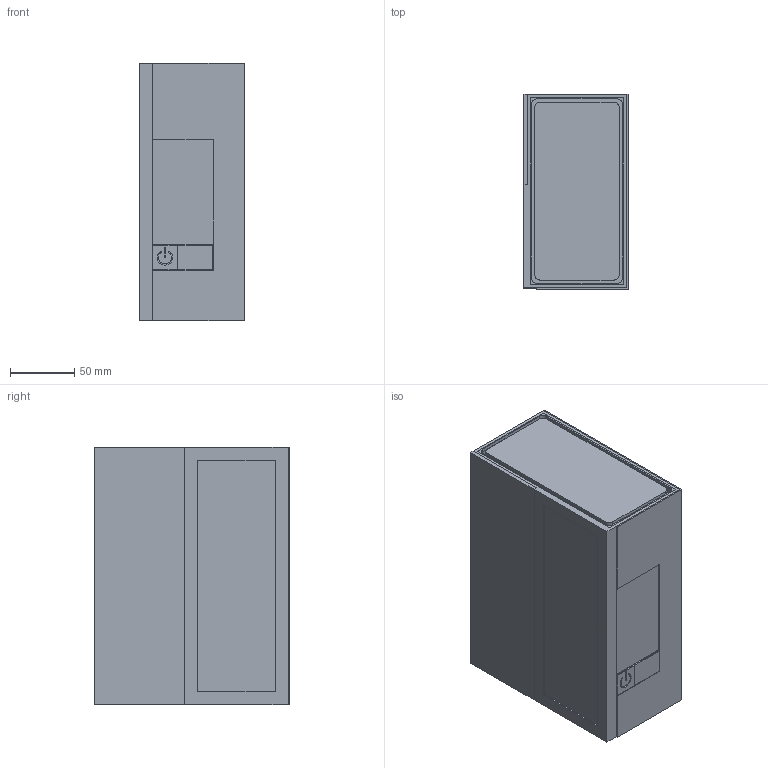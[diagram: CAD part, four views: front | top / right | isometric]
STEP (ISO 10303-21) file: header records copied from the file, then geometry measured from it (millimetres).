
FILE_DESCRIPTION(/* description */ (''),/* implementation_level */ '2;1');
FILE_NAME(/* name */ 'Home assistant box.step',/* time_stamp */ '2026-01-19T11:13:41+01:00',/* author */ (''),/* organization */ (''),/* preprocessor_version */ 'ST-DEVELOPER v20.1',/* originating_system */ 'Autodesk Translation Framework v14.21.0.0',/* authorisation */ '');
FILE_SCHEMA (('AUTOMOTIVE_DESIGN { 1 0 10303 214 3 1 1 }'));
Length unit declared in the file: millimetre
Products named in the file (9): Home assistant box; Box (gauche); Cover droite acier; bouton start; bouton solide; Cote bois; plexiglass; ecran; chapeau
Assembly tree (8 placements, depth 3):
  Home assistant box
    Box (gauche)
    Cover droite acier
      bouton start
      bouton solide
    Cote bois
    plexiglass
    ecran
    chapeau
Bounding box: 81 x 151 x 200 mm (x, y, z)
Volume: 302824.8 mm3; surface area: 303660 mm2
Topology: 9 solids, 9 shells, 126 faces, 316 edges, 210 vertices
Faces by surface type: plane 108, cylinder 18
Entity records: 4070 total; most frequent: CARTESIAN_POINT 670, DIRECTION 640, ORIENTED_EDGE 632, EDGE_CURVE 316, LINE 280, VECTOR 280, VERTEX_POINT 210, AXIS2_PLACEMENT_3D 180
